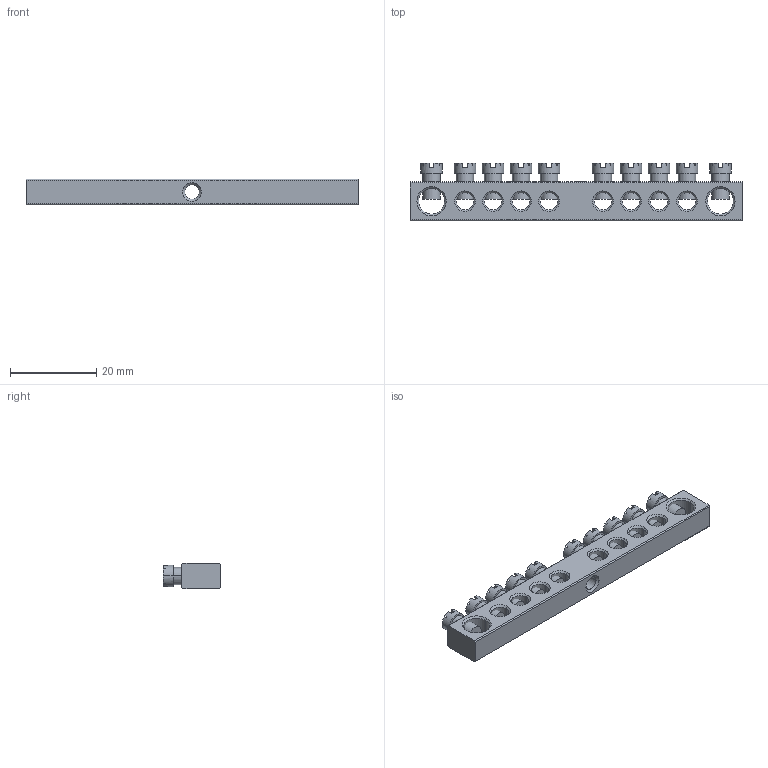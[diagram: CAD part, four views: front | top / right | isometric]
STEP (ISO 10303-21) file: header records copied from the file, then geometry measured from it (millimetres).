
FILE_DESCRIPTION (( 'STEP AP214' ), '1' );
FILE_NAME ('YNN10-10-100 Øèíà PEN çåìëÿ-íîëü 6õ9ìì 10_1 (10ãðóïïû_êðåï ïî öåíòð) ÈÝÊ.STEP', '2016-08-24T13:11:11', ( 'user' ), ( '' ), 'SwSTEP 2.0', 'SolidWorks 2014', '' );
FILE_SCHEMA (( 'AUTOMOTIVE_DESIGN' ));
Length unit declared in the file: millimetre
Products named in the file (3): YNN10-10-100 Øèíà PEN çåìëÿ-íîëü 6õ9ìì 10_1 (10ãðóïïû_êðåï ïî öåíòð) ÈÝÊ; Øèíà ÂõÍ n-1_6å9 10-1; Âèíò_Œ4
Assembly tree (11 placements, depth 2):
  YNN10-10-100 Øèíà PEN çåìëÿ-íîëü 6õ9ìì 10_1 (10ãðóïïû_êðåï ïî öåíòð) ÈÝÊ
    Øèíà ÂõÍ n-1_6å9 10-1
    Âèíò_Œ4  x10
Bounding box: 77 x 13.3 x 6 mm (x, y, z)
Volume: 3968.5 mm3; surface area: 4637.2 mm2
Topology: 11 solids, 11 shells, 516 faces, 1388 edges, 894 vertices
Faces by surface type: plane 320, cone 114, cylinder 82
Entity records: 5683 total; most frequent: CARTESIAN_POINT 1405, DIRECTION 857, ORIENTED_EDGE 774, EDGE_CURVE 387, AXIS2_PLACEMENT_3D 335, VERTEX_POINT 237, EDGE_LOOP 200, LINE 187
